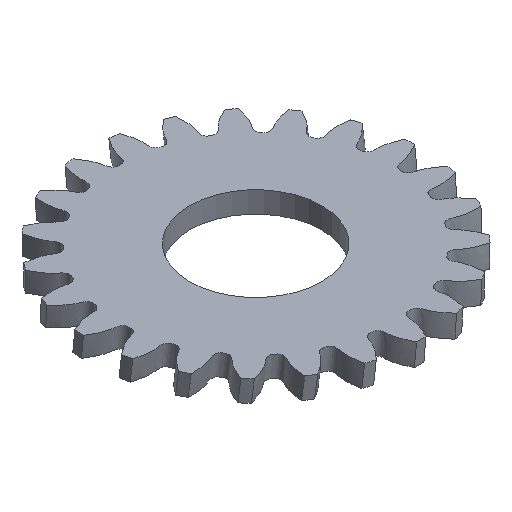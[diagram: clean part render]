
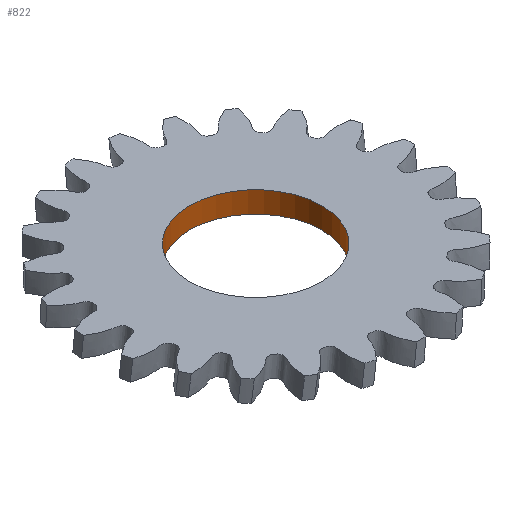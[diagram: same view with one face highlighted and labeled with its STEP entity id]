
A CAD part, isometric view. The second image highlights one B-rep face of the part: STEP entity #822.
In plain terms, the highlighted cylindrical face has radius 2.5 mm (diameter 5 mm), a full revolution.
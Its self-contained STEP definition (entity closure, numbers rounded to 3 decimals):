
#132=FACE_BOUND('',#185,.T.);
#135=FACE_OUTER_BOUND('',#184,.T.);
#184=EDGE_LOOP('',(#518));
#185=EDGE_LOOP('',(#519));
#236=CIRCLE('',#874,2.5);
#237=CIRCLE('',#875,2.5);
#284=VERTEX_POINT('',#1099);
#285=VERTEX_POINT('',#1101);
#378=EDGE_CURVE('',#284,#284,#236,.T.);
#379=EDGE_CURVE('',#285,#285,#237,.T.);
#518=ORIENTED_EDGE('',*,*,#378,.T.);
#519=ORIENTED_EDGE('',*,*,#379,.T.);
#798=CYLINDRICAL_SURFACE('',#873,2.5);
#822=ADVANCED_FACE('',(#135,#132),#798,.F.);
#873=AXIS2_PLACEMENT_3D('',#1098,#949,#950);
#874=AXIS2_PLACEMENT_3D('',#1100,#951,#952);
#875=AXIS2_PLACEMENT_3D('',#1102,#953,#954);
#949=DIRECTION('center_axis',(0.,0.,-1.));
#950=DIRECTION('ref_axis',(-1.,0.,0.));
#951=DIRECTION('center_axis',(0.,0.,-1.));
#952=DIRECTION('ref_axis',(-1.,0.,0.));
#953=DIRECTION('center_axis',(0.,0.,1.));
#954=DIRECTION('ref_axis',(-1.,0.,0.));
#1098=CARTESIAN_POINT('Origin',(0.,0.,
-17.775));
#1099=CARTESIAN_POINT('',(2.5,0.,-0.8));
#1100=CARTESIAN_POINT('Origin',(0.,0.,
-0.8));
#1101=CARTESIAN_POINT('',(-2.5,0.,0.));
#1102=CARTESIAN_POINT('Origin',(0.,0.,
0.));
